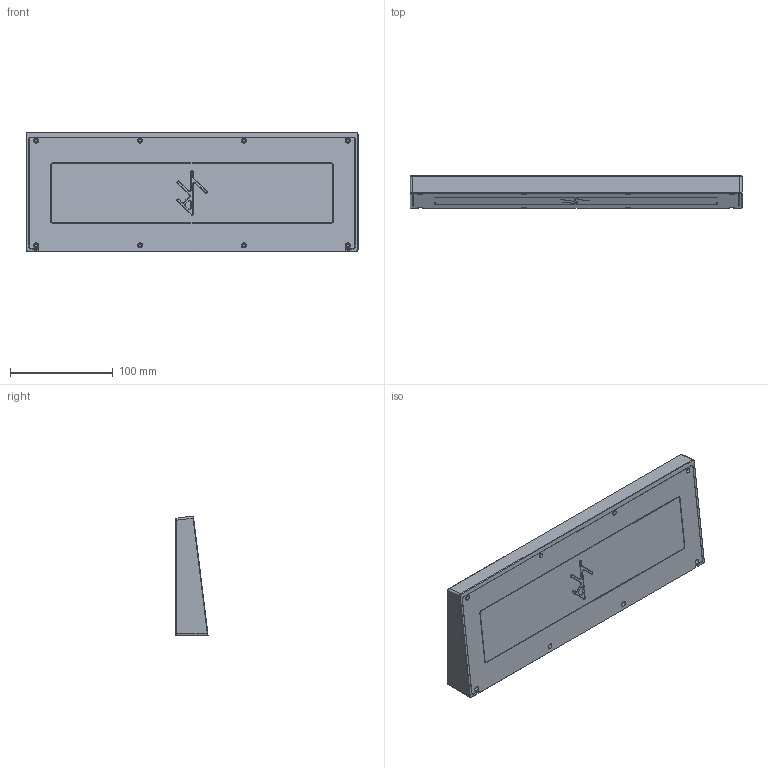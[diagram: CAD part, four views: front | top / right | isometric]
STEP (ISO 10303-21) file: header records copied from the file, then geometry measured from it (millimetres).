
FILE_DESCRIPTION (( 'STEP AP214' ), '1' );
FILE_NAME ('iron165r2.STEP', '2021-02-02T17:50:05', ( '' ), ( '' ), 'SwSTEP 2.0', 'SolidWorks 2018', '' );
FILE_SCHEMA (( 'AUTOMOTIVE_DESIGN' ));
Length unit declared in the file: millimetre
Products named in the file (6): Base1.2; Bottom Weight1.2; Plate Tsangan; iron165r2; Badge1.1; TopCase1.2
Assembly tree (5 placements, depth 2):
  iron165r2
    TopCase1.2
    Badge1.1
    Base1.2
    Bottom Weight1.2
    Plate Tsangan
Bounding box: 323.53 x 31.28 x 116.72 mm (x, y, z)
Volume: 412725.4 mm3; surface area: 226977.7 mm2
Topology: 7 solids, 7 shells, 1045 faces, 2914 edges, 1898 vertices
Faces by surface type: plane 735, cylinder 247, cone 59, bspline 4
Entity records: 34233 total; most frequent: CARTESIAN_POINT 6329, ORIENTED_EDGE 5828, DIRECTION 5501, EDGE_CURVE 2914, LINE 2329, VECTOR 2329, VERTEX_POINT 1898, AXIS2_PLACEMENT_3D 1586
